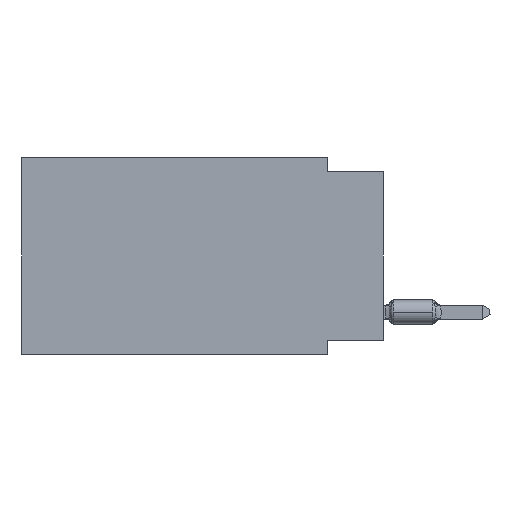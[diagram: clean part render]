
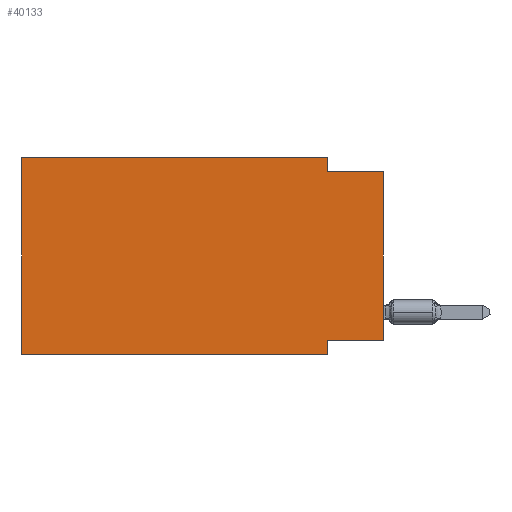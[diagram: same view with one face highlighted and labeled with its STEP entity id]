
A CAD part, left-side view. The second image highlights one B-rep face of the part: STEP entity #40133.
In plain terms, the highlighted planar face has unit normal (-1, 0, 0).
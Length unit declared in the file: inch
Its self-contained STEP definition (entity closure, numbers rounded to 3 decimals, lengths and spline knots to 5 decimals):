
#1966 = VERTEX_POINT ( 'NONE', #18796 ) ;
#2272 = VECTOR ( 'NONE', #35450, 39.37008 ) ;
#2983 = CARTESIAN_POINT ( 'NONE',  ( 0., 0.645, 0. ) ) ;
#4793 = VERTEX_POINT ( 'NONE', #12648 ) ;
#5690 = DIRECTION ( 'NONE',  ( 1., 0., 0. ) ) ;
#6102 = FACE_OUTER_BOUND ( 'NONE', #11729, .T. ) ;
#6388 = CARTESIAN_POINT ( 'NONE',  ( 0., 0.645, 0. ) ) ;
#6484 = VERTEX_POINT ( 'NONE', #15960 ) ;
#7543 = VERTEX_POINT ( 'NONE', #25412 ) ;
#7775 = VECTOR ( 'NONE', #28773, 39.37008 ) ;
#8038 = DIRECTION ( 'NONE',  ( 0., -1., 0. ) ) ;
#10161 = EDGE_CURVE ( 'NONE', #18850, #31342, #22705, .T. ) ;
#11183 = CARTESIAN_POINT ( 'NONE',  ( 0., 0.645, 0. ) ) ;
#11729 = EDGE_LOOP ( 'NONE', ( #19045, #27665, #25502, #25285, #16490, #15344, #28420, #13820 ) ) ;
#12341 = VECTOR ( 'NONE', #38797, 39.37008 ) ;
#12648 = CARTESIAN_POINT ( 'NONE',  ( 0., 0.645, 0. ) ) ;
#13820 = ORIENTED_EDGE ( 'NONE', *, *, #27041, .F. ) ;
#14530 = LINE ( 'NONE', #11183, #19424 ) ;
#15171 = EDGE_CURVE ( 'NONE', #37214, #1966, #17116, .T. ) ;
#15209 = VERTEX_POINT ( 'NONE', #20438 ) ;
#15306 = PLANE ( 'NONE',  #20874 ) ;
#15344 = ORIENTED_EDGE ( 'NONE', *, *, #15171, .T. ) ;
#15960 = CARTESIAN_POINT ( 'NONE',  ( 0., 0.1, -0.325 ) ) ;
#16059 = DIRECTION ( 'NONE',  ( 0., -1., 0. ) ) ;
#16489 = CARTESIAN_POINT ( 'NONE',  ( 0., 0., -0.025 ) ) ;
#16490 = ORIENTED_EDGE ( 'NONE', *, *, #35142, .F. ) ;
#17116 = LINE ( 'NONE', #27905, #35350 ) ;
#17237 = CARTESIAN_POINT ( 'NONE',  ( 0., 0.1, -0.35 ) ) ;
#17747 = EDGE_CURVE ( 'NONE', #7543, #31342, #29214, .T. ) ;
#18796 = CARTESIAN_POINT ( 'NONE',  ( 0., 0.1, -0.35 ) ) ;
#18850 = VERTEX_POINT ( 'NONE', #31719 ) ;
#19045 = ORIENTED_EDGE ( 'NONE', *, *, #10161, .T. ) ;
#19424 = VECTOR ( 'NONE', #8038, 39.37008 ) ;
#19945 = LINE ( 'NONE', #6388, #12341 ) ;
#20438 = CARTESIAN_POINT ( 'NONE',  ( 0., 0.1, 0. ) ) ;
#20874 = AXIS2_PLACEMENT_3D ( 'NONE', #2983, #5690, #31391 ) ;
#21090 = CARTESIAN_POINT ( 'NONE',  ( 0., 0.645, -0.35 ) ) ;
#22705 = LINE ( 'NONE', #38614, #7775 ) ;
#23369 = EDGE_CURVE ( 'NONE', #4793, #15209, #14530, .T. ) ;
#25165 = EDGE_CURVE ( 'NONE', #15209, #7543, #34814, .T. ) ;
#25285 = ORIENTED_EDGE ( 'NONE', *, *, #23369, .F. ) ;
#25412 = CARTESIAN_POINT ( 'NONE',  ( 0., 0.1, -0.025 ) ) ;
#25502 = ORIENTED_EDGE ( 'NONE', *, *, #25165, .F. ) ;
#26704 = LINE ( 'NONE', #39468, #34428 ) ;
#26709 = DIRECTION ( 'NONE',  ( 0., -1., 0. ) ) ;
#27041 = EDGE_CURVE ( 'NONE', #18850, #6484, #26704, .T. ) ;
#27259 = LINE ( 'NONE', #17237, #38516 ) ;
#27665 = ORIENTED_EDGE ( 'NONE', *, *, #17747, .F. ) ;
#27905 = CARTESIAN_POINT ( 'NONE',  ( 0., 0.645, -0.35 ) ) ;
#28420 = ORIENTED_EDGE ( 'NONE', *, *, #29897, .F. ) ;
#28773 = DIRECTION ( 'NONE',  ( 0., 0., 1. ) ) ;
#29129 = CARTESIAN_POINT ( 'NONE',  ( 0., 0., -0.025 ) ) ;
#29214 = LINE ( 'NONE', #16489, #36623 ) ;
#29897 = EDGE_CURVE ( 'NONE', #6484, #1966, #27259, .T. ) ;
#31342 = VERTEX_POINT ( 'NONE', #29129 ) ;
#31391 = DIRECTION ( 'NONE',  ( 0., 0., -1. ) ) ;
#31719 = CARTESIAN_POINT ( 'NONE',  ( 0., 0., -0.325 ) ) ;
#31893 = CARTESIAN_POINT ( 'NONE',  ( 0., 0.1, 0. ) ) ;
#34428 = VECTOR ( 'NONE', #39888, 39.37008 ) ;
#34814 = LINE ( 'NONE', #31893, #2272 ) ;
#35142 = EDGE_CURVE ( 'NONE', #37214, #4793, #19945, .T. ) ;
#35350 = VECTOR ( 'NONE', #26709, 39.37008 ) ;
#35450 = DIRECTION ( 'NONE',  ( 0., 0., -1. ) ) ;
#36623 = VECTOR ( 'NONE', #16059, 39.37008 ) ;
#36868 = DIRECTION ( 'NONE',  ( 0., 0., -1. ) ) ;
#37214 = VERTEX_POINT ( 'NONE', #21090 ) ;
#38516 = VECTOR ( 'NONE', #36868, 39.37008 ) ;
#38614 = CARTESIAN_POINT ( 'NONE',  ( 0., 0., 0. ) ) ;
#38797 = DIRECTION ( 'NONE',  ( 0., 0., 1. ) ) ;
#39468 = CARTESIAN_POINT ( 'NONE',  ( 0., 0., -0.325 ) ) ;
#39888 = DIRECTION ( 'NONE',  ( 0., 1., 0. ) ) ;
#40133 = ADVANCED_FACE ( 'NONE', ( #6102 ), #15306, .F. ) ;
